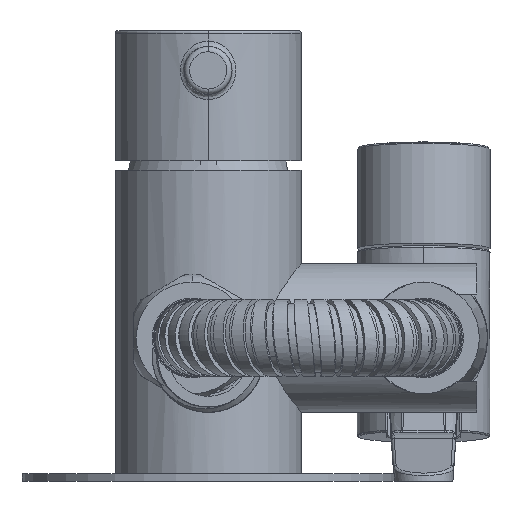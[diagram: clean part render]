
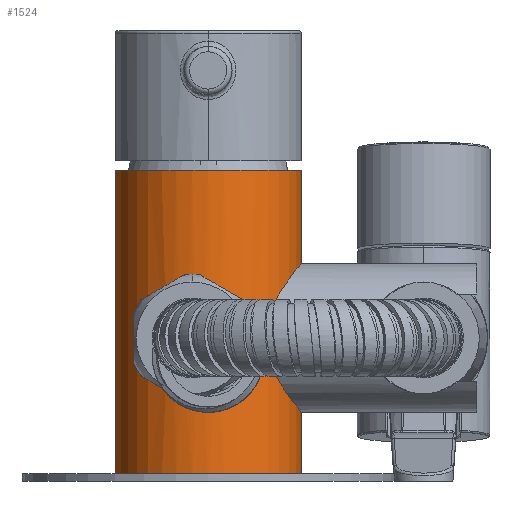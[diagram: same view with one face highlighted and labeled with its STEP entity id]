
A CAD part, front view. The second image highlights one B-rep face of the part: STEP entity #1524.
In plain terms, the highlighted cylindrical face has radius 17.5 mm (diameter 35 mm), a partial arc.
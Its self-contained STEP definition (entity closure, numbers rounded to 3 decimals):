
#1226=DIRECTION('',(0.,0.,-1.));
#1227=VECTOR('',#1226,58.5);
#1228=CARTESIAN_POINT('',(-17.5,0.,96.));
#1229=LINE('',#1228,#1227);
#1230=CARTESIAN_POINT('',(7.75,-15.69,61.));
#1231=CARTESIAN_POINT('',(7.75,-15.69,61.431));
#1232=CARTESIAN_POINT('',(7.681,-15.725,62.304));
#1233=CARTESIAN_POINT('',(7.313,-15.902,63.705));
#1234=CARTESIAN_POINT('',(6.672,-16.185,65.031));
#1235=CARTESIAN_POINT('',(5.819,-16.515,66.187));
#1236=CARTESIAN_POINT('',(4.724,-16.866,67.205));
#1237=CARTESIAN_POINT('',(3.454,-17.173,67.988));
#1238=CARTESIAN_POINT('',(2.118,-17.39,68.501));
#1239=CARTESIAN_POINT('',(0.681,-17.506,
68.764));
#1240=CARTESIAN_POINT('',(-0.718,-17.504,
68.76));
#1241=CARTESIAN_POINT('',(-2.133,-17.388,
68.495));
#1242=CARTESIAN_POINT('',(-3.433,-17.176,
67.996));
#1243=CARTESIAN_POINT('',(-4.668,-16.881,
67.244));
#1244=CARTESIAN_POINT('',(-5.752,-16.538,
66.261));
#1245=CARTESIAN_POINT('',(-6.629,-16.203,
65.104));
#1246=CARTESIAN_POINT('',(-7.295,-15.91,
63.758));
#1247=CARTESIAN_POINT('',(-7.681,-15.725,
62.318));
#1248=CARTESIAN_POINT('',(-7.75,-15.69,
61.435));
#1249=CARTESIAN_POINT('',(-7.75,-15.69,61.));
#1251=CARTESIAN_POINT('',(-7.75,-15.69,61.));
#1252=CARTESIAN_POINT('',(-7.75,-15.69,
60.569));
#1253=CARTESIAN_POINT('',(-7.681,-15.725,
59.695));
#1254=CARTESIAN_POINT('',(-7.312,-15.902,
58.295));
#1255=CARTESIAN_POINT('',(-6.672,-16.185,
56.969));
#1256=CARTESIAN_POINT('',(-5.82,-16.515,
55.814));
#1257=CARTESIAN_POINT('',(-4.724,-16.866,
54.795));
#1258=CARTESIAN_POINT('',(-3.454,-17.173,
54.012));
#1259=CARTESIAN_POINT('',(-2.119,-17.39,
53.499));
#1260=CARTESIAN_POINT('',(-0.681,-17.506,
53.236));
#1261=CARTESIAN_POINT('',(0.72,-17.504,
53.24));
#1262=CARTESIAN_POINT('',(2.134,-17.388,53.505));
#1263=CARTESIAN_POINT('',(3.436,-17.175,54.006));
#1264=CARTESIAN_POINT('',(4.671,-16.88,54.759));
#1265=CARTESIAN_POINT('',(5.754,-16.538,55.741));
#1266=CARTESIAN_POINT('',(6.63,-16.203,56.898));
#1267=CARTESIAN_POINT('',(7.296,-15.91,58.243));
#1268=CARTESIAN_POINT('',(7.681,-15.725,59.682));
#1269=CARTESIAN_POINT('',(7.75,-15.69,60.566));
#1270=CARTESIAN_POINT('',(7.75,-15.69,61.));
#1272=CARTESIAN_POINT('',(0.,0.,37.5));
#1273=DIRECTION('',(0.,0.,1.));
#1274=DIRECTION('',(-1.,0.,0.));
#1275=AXIS2_PLACEMENT_3D('',#1272,#1273,#1274);
#1277=DIRECTION('',(0.,0.,-1.));
#1278=VECTOR('',#1277,58.5);
#1279=CARTESIAN_POINT('',(17.5,0.,96.));
#1280=LINE('',#1279,#1278);
#1286=CARTESIAN_POINT('',(0.,0.,96.));
#1287=DIRECTION('',(0.,0.,-1.));
#1288=DIRECTION('',(1.,0.,0.));
#1289=AXIS2_PLACEMENT_3D('',#1286,#1287,#1288);
#1419=CARTESIAN_POINT('',(-17.5,0.,96.));
#1420=CARTESIAN_POINT('',(17.5,0.,96.));
#1421=VERTEX_POINT('',#1419);
#1422=VERTEX_POINT('',#1420);
#1423=VERTEX_POINT('',#1230);
#1424=VERTEX_POINT('',#1249);
#1451=CARTESIAN_POINT('',(17.5,0.,37.5));
#1452=CARTESIAN_POINT('',(-17.5,0.,37.5));
#1453=VERTEX_POINT('',#1451);
#1454=VERTEX_POINT('',#1452);
#1506=CARTESIAN_POINT('',(0.,0.,23.));
#1507=DIRECTION('',(0.,0.,1.));
#1508=DIRECTION('',(1.,0.,0.));
#1509=AXIS2_PLACEMENT_3D('',#1506,#1507,#1508);
#1510=CYLINDRICAL_SURFACE('',#1509,17.5);
#1511=ORIENTED_EDGE('',*,*,#1488,.F.);
#1512=ORIENTED_EDGE('',*,*,#1470,.F.);
#1514=ORIENTED_EDGE('',*,*,#1513,.F.);
#1515=ORIENTED_EDGE('',*,*,#1466,.T.);
#1516=EDGE_LOOP('',(#1511,#1512,#1514,#1515));
#1517=FACE_OUTER_BOUND('',#1516,.F.);
#1519=ORIENTED_EDGE('',*,*,#1518,.T.);
#1521=ORIENTED_EDGE('',*,*,#1520,.T.);
#1522=EDGE_LOOP('',(#1519,#1521));
#1523=FACE_BOUND('',#1522,.F.);
#1524=ADVANCED_FACE('',(#1517,#1523),#1510,.T.);
#1250=B_SPLINE_CURVE_WITH_KNOTS('',3,(#1230,#1231,#1232,#1233,#1234,#1235,#1236,
#1237,#1238,#1239,#1240,#1241,#1242,#1243,#1244,#1245,#1246,#1247,#1248,#1249),
.UNSPECIFIED.,.F.,.F.,(4,1,1,1,1,1,1,1,1,1,1,1,1,1,1,1,1,4),(0.,
0.059,0.118,0.176,0.235,
0.294,0.353,0.412,0.471,
0.529,0.588,0.647,0.706,
0.765,0.824,0.882,0.941,1.),
.UNSPECIFIED.);
#1271=B_SPLINE_CURVE_WITH_KNOTS('',3,(#1251,#1252,#1253,#1254,#1255,#1256,#1257,
#1258,#1259,#1260,#1261,#1262,#1263,#1264,#1265,#1266,#1267,#1268,#1269,#1270),
.UNSPECIFIED.,.F.,.F.,(4,1,1,1,1,1,1,1,1,1,1,1,1,1,1,1,1,4),(0.,
0.059,0.118,0.176,0.235,
0.294,0.353,0.412,0.471,
0.529,0.588,0.647,0.706,
0.765,0.824,0.882,0.941,1.),
.UNSPECIFIED.);
#1276=CIRCLE('',#1275,17.5);
#1290=CIRCLE('',#1289,17.5);
#1466=EDGE_CURVE('',#1422,#1453,#1280,.T.);
#1470=EDGE_CURVE('',#1421,#1454,#1229,.T.);
#1488=EDGE_CURVE('',#1454,#1453,#1276,.T.);
#1513=EDGE_CURVE('',#1422,#1421,#1290,.T.);
#1518=EDGE_CURVE('',#1423,#1424,#1250,.T.);
#1520=EDGE_CURVE('',#1424,#1423,#1271,.T.);
